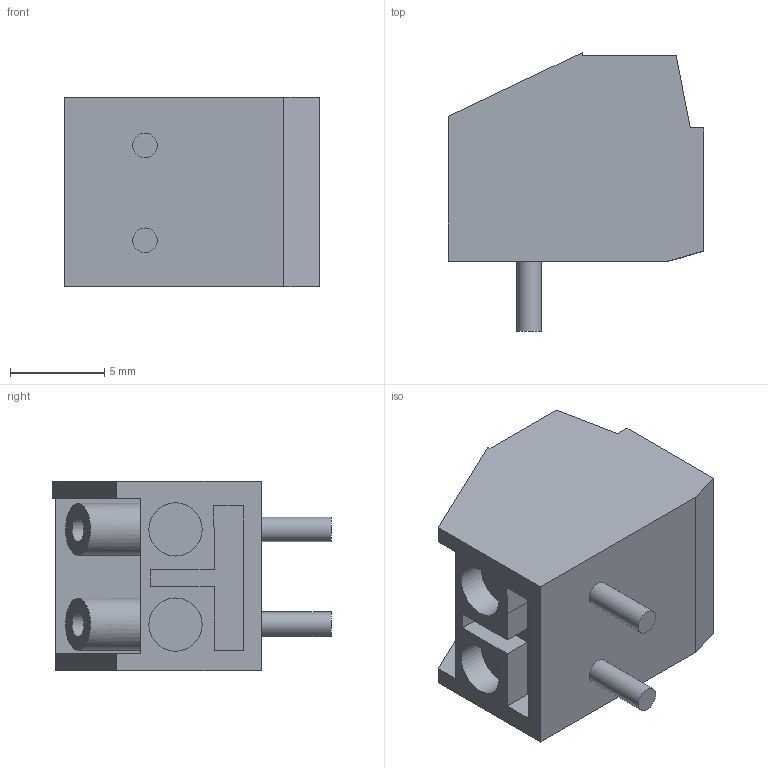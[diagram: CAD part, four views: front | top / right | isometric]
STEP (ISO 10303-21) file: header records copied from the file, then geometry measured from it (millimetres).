
FILE_DESCRIPTION (( 'STEP AP214' ), '1' );
FILE_NAME ('DG332K-5.0-02P-12.STEP', '2020-12-10T09:35:25', ( 'User Windows' ), ( '' ), 'SwSTEP 2.0', 'SolidWorks 2017', '' );
FILE_SCHEMA (( 'AUTOMOTIVE_DESIGN' ));
Length unit declared in the file: millimetre
Products named in the file (1): DG332K-5.0-02P-12
Bounding box: 13.53 x 14.75 x 10.06 mm (x, y, z)
Volume: 986.2 mm3; surface area: 1130.5 mm2
Topology: 1 solids, 1 shells, 57 faces, 129 edges, 87 vertices
Faces by surface type: plane 45, cylinder 12
Full cylindrical faces by diameter (mm): 1.3 x4, 2.762 x2, 2.822 x2, 3.824 x2
Entity records: 2174 total; most frequent: CARTESIAN_POINT 280, DIRECTION 247, ORIENTED_EDGE 230, EDGE_CURVE 115, LINE 91, VECTOR 91, VERTEX_POINT 83, EDGE_LOOP 80
